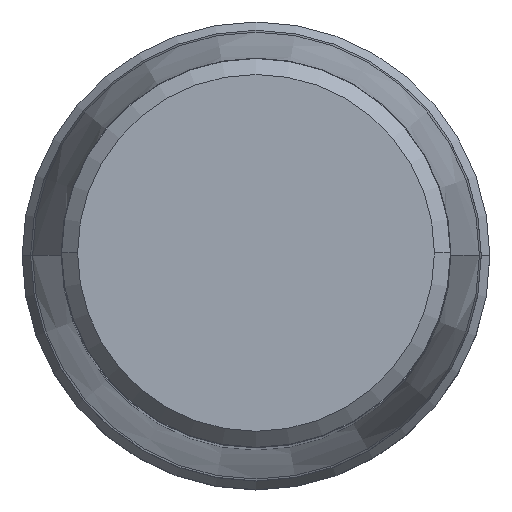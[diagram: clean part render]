
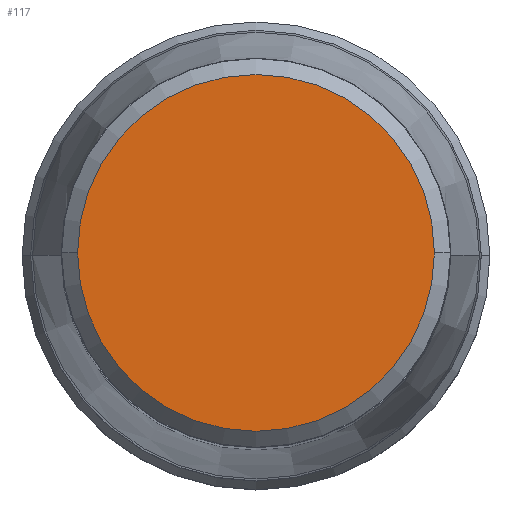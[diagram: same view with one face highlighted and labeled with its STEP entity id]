
A CAD part, top view. The second image highlights one B-rep face of the part: STEP entity #117.
In plain terms, the highlighted planar face has unit normal (0, 0, 1).
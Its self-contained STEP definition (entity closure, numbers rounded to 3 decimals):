
#70=PLANE('',#1050);
#117=ADVANCED_FACE('',(#199),#70,.F.);
#199=FACE_OUTER_BOUND('',#259,.T.);
#259=EDGE_LOOP('',(#433,#434));
#433=ORIENTED_EDGE('',*,*,#644,.F.);
#434=ORIENTED_EDGE('',*,*,#642,.F.);
#547=VERTEX_POINT('',#1628);
#548=VERTEX_POINT('',#1630);
#642=EDGE_CURVE('',#547,#548,#727,.T.);
#644=EDGE_CURVE('',#548,#547,#728,.T.);
#727=CIRCLE('',#1046,14.536);
#728=CIRCLE('',#1048,14.536);
#1046=AXIS2_PLACEMENT_3D('',#1629,#1320,#1321);
#1048=AXIS2_PLACEMENT_3D('',#1633,#1325,#1326);
#1050=AXIS2_PLACEMENT_3D('',#1635,#1329,#1330);
#1320=DIRECTION('',(0.,0.,-1.));
#1321=DIRECTION('',(-1.,0.,0.));
#1325=DIRECTION('',(0.,0.,-1.));
#1326=DIRECTION('',(1.,0.,0.));
#1329=DIRECTION('',(0.,0.,-1.));
#1330=DIRECTION('',(1.,0.,0.));
#1628=CARTESIAN_POINT('',(-14.536,0.,0.));
#1629=CARTESIAN_POINT('',(0.,0.,0.));
#1630=CARTESIAN_POINT('',(14.536,0.,0.));
#1633=CARTESIAN_POINT('',(0.,0.,0.));
#1635=CARTESIAN_POINT('',(0.,0.,0.));
